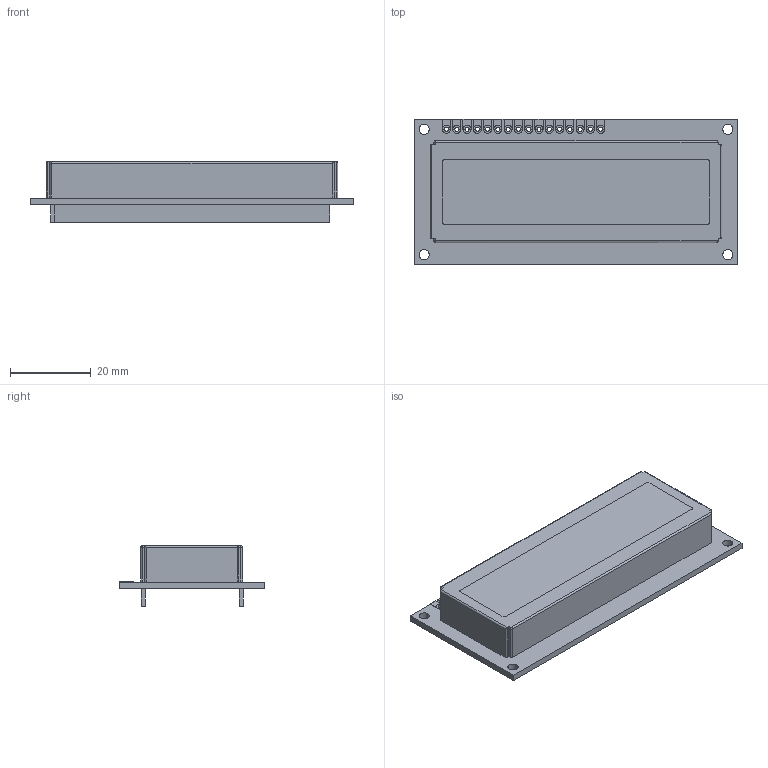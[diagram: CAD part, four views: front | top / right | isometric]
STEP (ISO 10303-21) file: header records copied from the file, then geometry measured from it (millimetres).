
FILE_DESCRIPTION(('FreeCAD Model'),'2;1');
FILE_NAME('Pad 001_sp.step','2017-07-02T12:55:08',('kicad StepUp'),('ksu MCAD'), 'Open CASCADE STEP processor 7.1','FreeCAD','Unknown');
FILE_SCHEMA(('AUTOMOTIVE_DESIGN { 1 0 10303 214 1 1 1 1 }'));
Length unit declared in the file: millimetre
Products named in the file (1): Pad_001_sp
Bounding box: 80 x 36 x 15 mm (x, y, z)
Volume: 21409.8 mm3; surface area: 9136.9 mm2
Topology: 1 solids, 1 shells, 210 faces, 516 edges, 294 vertices
Faces by surface type: plane 126, cylinder 82, sphere 2
Full cylindrical faces by diameter (mm): 1 x16, 2.5 x4
Entity records: 3837 total; most frequent: ORIENTED_EDGE 809, EDGE_CURVE 514, CARTESIAN_POINT 437, LINE 304, VERTEX_POINT 294, FACE_BOUND 238, EDGE_LOOP 238, AXIS2_PLACEMENT_3D 212
